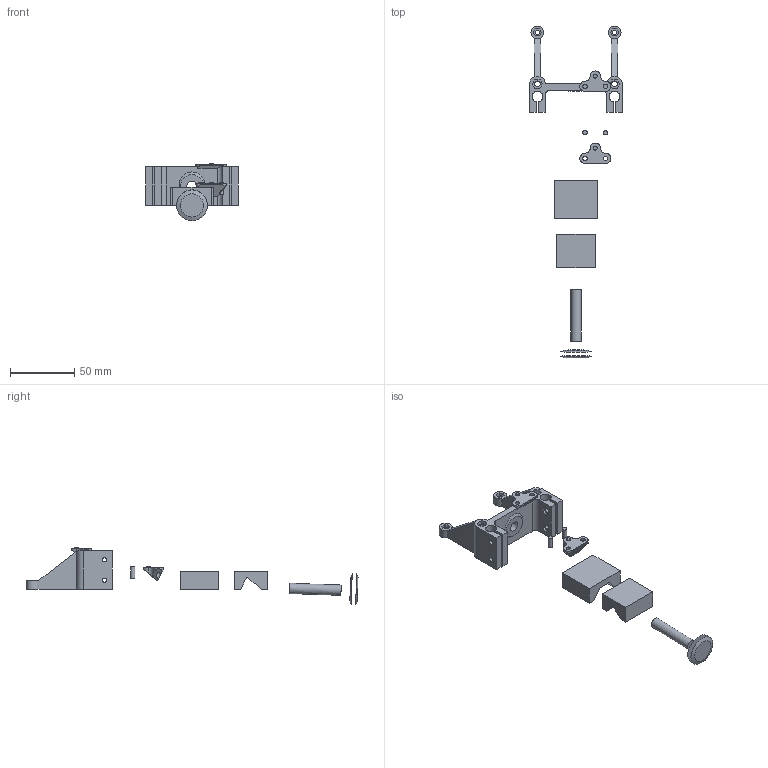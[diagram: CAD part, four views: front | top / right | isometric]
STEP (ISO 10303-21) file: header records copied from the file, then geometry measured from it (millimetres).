
FILE_DESCRIPTION(('FreeCAD Model'),'2;1');
FILE_NAME('Open CASCADE Shape Model','2026-02-24T18:15:42',(''),(''), 'Open CASCADE STEP processor 7.8','FreeCAD','Unknown');
FILE_SCHEMA(('AUTOMOTIVE_DESIGN { 1 0 10303 214 1 1 1 1 }'));
Length unit declared in the file: millimetre
Products named in the file (8): idler_end; union; cylinder002; polyhedron; polyhedron001; difference001; union004; difference007
Assembly tree (7 placements, depth 2):
  idler_end
    union
    cylinder002
    polyhedron
    polyhedron001
    difference001
    union004
    difference007
Bounding box: 72 x 258.16 x 44.8 mm (x, y, z)
Volume: 50313.9 mm3; surface area: 26968.9 mm2
Topology: 9 solids, 9 shells, 176 faces, 455 edges, 308 vertices
Faces by surface type: plane 132, cylinder 40, cone 4
Full cylindrical faces by diameter (mm): 3 x2, 3.4 x16, 4.4 x2, 8 x2
Entity records: 5574 total; most frequent: CARTESIAN_POINT 949, DIRECTION 946, ORIENTED_EDGE 910, EDGE_CURVE 455, LINE 328, VECTOR 328, AXIS2_PLACEMENT_3D 309, VERTEX_POINT 308
